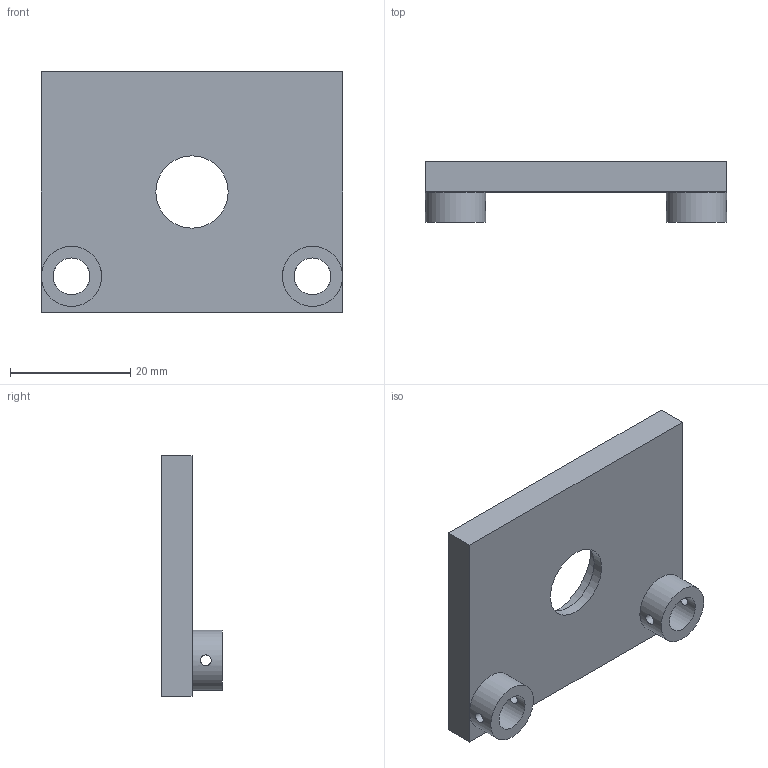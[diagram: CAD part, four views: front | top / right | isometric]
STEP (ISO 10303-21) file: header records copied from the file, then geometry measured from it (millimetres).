
FILE_DESCRIPTION(/* description */ (''),/* implementation_level */ '2;1');
FILE_NAME(/* name */ 'Horizontal Bearing Base.step',/* time_stamp */ '2023-07-30T19:11:59+08:00',/* author */ (''),/* organization */ (''),/* preprocessor_version */ 'ST-DEVELOPER v19.2',/* originating_system */ 'Autodesk Translation Framework v11.17.0.187',/* authorisation */ '');
FILE_SCHEMA (('AUTOMOTIVE_DESIGN { 1 0 10303 214 3 1 1 }'));
Length unit declared in the file: millimetre
Products named in the file (1): Horizontal Bearing Base
Bounding box: 50 x 10 x 40 mm (x, y, z)
Volume: 9236.6 mm3; surface area: 5519.1 mm2
Topology: 1 solids, 1 shells, 19 faces, 61 edges, 41 vertices
Faces by surface type: cylinder 10, plane 9
Full cylindrical faces by diameter (mm): 1.8 x4, 6.1 x2, 10 x2, 12 x1, 17.1 x1
Entity records: 974 total; most frequent: CARTESIAN_POINT 399, ORIENTED_EDGE 122, DIRECTION 94, EDGE_CURVE 61, VERTEX_POINT 41, AXIS2_PLACEMENT_3D 33, EDGE_LOOP 30, LINE 28
